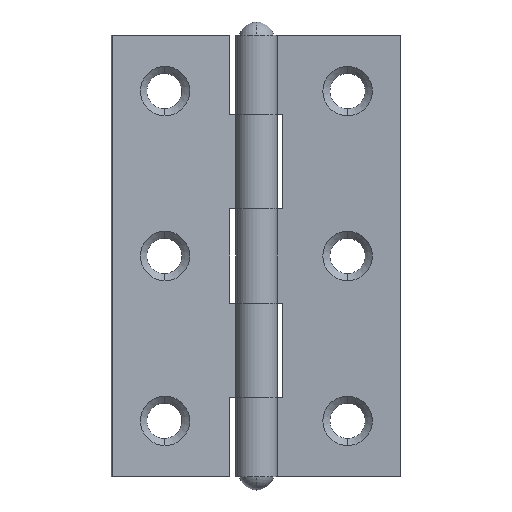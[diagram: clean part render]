
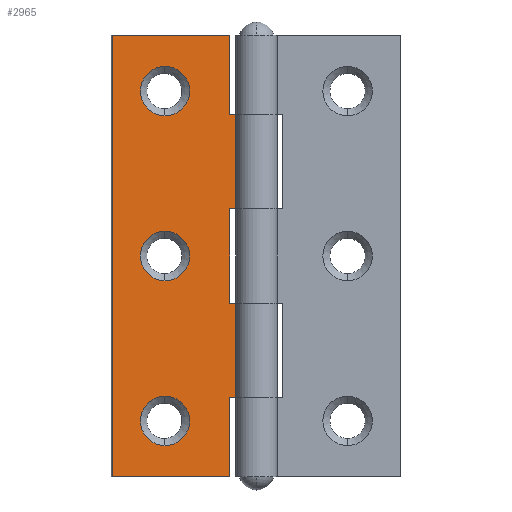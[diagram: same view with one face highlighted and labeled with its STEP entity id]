
A CAD part, front view. The second image highlights one B-rep face of the part: STEP entity #2965.
In plain terms, the highlighted face is planar.
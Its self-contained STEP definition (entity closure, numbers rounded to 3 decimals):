
#27 = AXIS2_PLACEMENT_3D ( 'NONE', #2230, #679, #654 ) ;
#53 = VERTEX_POINT ( 'NONE', #664 ) ;
#64 = VERTEX_POINT ( 'NONE', #3282 ) ;
#93 = CARTESIAN_POINT ( 'NONE',  ( 4.45, 1.65, 37.5 ) ) ;
#105 = ORIENTED_EDGE ( 'NONE', *, *, #1084, .T. ) ;
#159 = VERTEX_POINT ( 'NONE', #1697 ) ;
#174 = DIRECTION ( 'NONE',  ( 0., 1., 0. ) ) ;
#177 = ORIENTED_EDGE ( 'NONE', *, *, #2427, .F. ) ;
#204 = EDGE_CURVE ( 'NONE', #535, #1478, #2313, .T. ) ;
#251 = DIRECTION ( 'NONE',  ( 0., 0., 1. ) ) ;
#256 = EDGE_CURVE ( 'NONE', #53, #908, #1105, .T. ) ;
#282 = FACE_OUTER_BOUND ( 'NONE', #364, .T. ) ;
#325 = EDGE_CURVE ( 'NONE', #2952, #64, #2532, .T. ) ;
#334 = VECTOR ( 'NONE', #2468, 1000. ) ;
#364 = EDGE_LOOP ( 'NONE', ( #177, #105, #757, #1607, #1267, #1808, #2538, #2428, #1194, #1232, #3182, #1662 ) ) ;
#401 = EDGE_CURVE ( 'NONE', #2377, #3161, #1691, .T. ) ;
#419 = ORIENTED_EDGE ( 'NONE', *, *, #2612, .T. ) ;
#425 = VECTOR ( 'NONE', #2801, 1000. ) ;
#457 = LINE ( 'NONE', #2069, #3370 ) ;
#486 = CARTESIAN_POINT ( 'NONE',  ( 15.45, 1.65, -23.8 ) ) ;
#522 = VECTOR ( 'NONE', #2475, 1000. ) ;
#535 = VERTEX_POINT ( 'NONE', #1519 ) ;
#546 = CARTESIAN_POINT ( 'NONE',  ( 24.45, 1.65, 37.5 ) ) ;
#575 = LINE ( 'NONE', #2696, #1698 ) ;
#601 = AXIS2_PLACEMENT_3D ( 'NONE', #1494, #1211, #1716 ) ;
#651 = VERTEX_POINT ( 'NONE', #964 ) ;
#654 = DIRECTION ( 'NONE',  ( 0., 0., 1. ) ) ;
#664 = CARTESIAN_POINT ( 'NONE',  ( 4.45, 1.65, 8. ) ) ;
#679 = DIRECTION ( 'NONE',  ( 0., 1., 0. ) ) ;
#720 = CARTESIAN_POINT ( 'NONE',  ( 1.51, 1.65, 37.5 ) ) ;
#735 = AXIS2_PLACEMENT_3D ( 'NONE', #2805, #174, #3296 ) ;
#757 = ORIENTED_EDGE ( 'NONE', *, *, #3158, .T. ) ;
#808 = CIRCLE ( 'NONE', #1384, 4.2 ) ;
#842 = DIRECTION ( 'NONE',  ( 1., 0., 0. ) ) ;
#864 = CARTESIAN_POINT ( 'NONE',  ( 1.51, 1.65, 37.5 ) ) ;
#871 = VERTEX_POINT ( 'NONE', #2485 ) ;
#880 = VERTEX_POINT ( 'NONE', #1978 ) ;
#884 = CIRCLE ( 'NONE', #735, 4.2 ) ;
#887 = LINE ( 'NONE', #1704, #1246 ) ;
#908 = VERTEX_POINT ( 'NONE', #2205 ) ;
#925 = EDGE_CURVE ( 'NONE', #159, #651, #2906, .T. ) ;
#936 = CARTESIAN_POINT ( 'NONE',  ( 1.51, 1.65, 24. ) ) ;
#964 = CARTESIAN_POINT ( 'NONE',  ( 4.45, 1.65, -37.5 ) ) ;
#966 = LINE ( 'NONE', #936, #1115 ) ;
#968 = CIRCLE ( 'NONE', #1873, 4.2 ) ;
#1009 = LINE ( 'NONE', #3083, #425 ) ;
#1084 = EDGE_CURVE ( 'NONE', #871, #880, #2625, .T. ) ;
#1095 = CARTESIAN_POINT ( 'NONE',  ( 1.51, 1.65, -24. ) ) ;
#1105 = LINE ( 'NONE', #2280, #2457 ) ;
#1115 = VECTOR ( 'NONE', #3056, 1000. ) ;
#1121 = LINE ( 'NONE', #864, #1203 ) ;
#1129 = FACE_BOUND ( 'NONE', #2146, .T. ) ;
#1143 = EDGE_LOOP ( 'NONE', ( #3285, #2088 ) ) ;
#1176 = ORIENTED_EDGE ( 'NONE', *, *, #204, .T. ) ;
#1194 = ORIENTED_EDGE ( 'NONE', *, *, #2621, .T. ) ;
#1203 = VECTOR ( 'NONE', #842, 1000. ) ;
#1211 = DIRECTION ( 'NONE',  ( 0., 1., 0. ) ) ;
#1232 = ORIENTED_EDGE ( 'NONE', *, *, #925, .T. ) ;
#1246 = VECTOR ( 'NONE', #2237, 1000. ) ;
#1267 = ORIENTED_EDGE ( 'NONE', *, *, #1403, .T. ) ;
#1308 = CARTESIAN_POINT ( 'NONE',  ( 1.51, 1.65, 8. ) ) ;
#1328 = CIRCLE ( 'NONE', #601, 4.2 ) ;
#1384 = AXIS2_PLACEMENT_3D ( 'NONE', #3097, #3108, #251 ) ;
#1390 = CARTESIAN_POINT ( 'NONE',  ( 24.45, 1.65, 37.5 ) ) ;
#1403 = EDGE_CURVE ( 'NONE', #2796, #53, #575, .T. ) ;
#1467 = DIRECTION ( 'NONE',  ( 0., 0., -1. ) ) ;
#1478 = VERTEX_POINT ( 'NONE', #486 ) ;
#1482 = DIRECTION ( 'NONE',  ( 0., 1., 0. ) ) ;
#1483 = CARTESIAN_POINT ( 'NONE',  ( 15.45, 1.65, 4.2 ) ) ;
#1494 = CARTESIAN_POINT ( 'NONE',  ( 15.45, 1.65, 28. ) ) ;
#1502 = DIRECTION ( 'NONE',  ( 0., 0., 1. ) ) ;
#1516 = DIRECTION ( 'NONE',  ( -1., 0., 0. ) ) ;
#1519 = CARTESIAN_POINT ( 'NONE',  ( 15.45, 1.65, -32.2 ) ) ;
#1584 = CARTESIAN_POINT ( 'NONE',  ( 1.51, 1.65, 37.5 ) ) ;
#1605 = EDGE_CURVE ( 'NONE', #2889, #2267, #1832, .T. ) ;
#1607 = ORIENTED_EDGE ( 'NONE', *, *, #3277, .T. ) ;
#1658 = ORIENTED_EDGE ( 'NONE', *, *, #3212, .T. ) ;
#1659 = EDGE_CURVE ( 'NONE', #3157, #2065, #808, .T. ) ;
#1662 = ORIENTED_EDGE ( 'NONE', *, *, #401, .F. ) ;
#1663 = CARTESIAN_POINT ( 'NONE',  ( 15.45, 1.65, 32.2 ) ) ;
#1691 = LINE ( 'NONE', #1390, #334 ) ;
#1697 = CARTESIAN_POINT ( 'NONE',  ( 4.45, 1.65, -24. ) ) ;
#1698 = VECTOR ( 'NONE', #2578, 1000. ) ;
#1704 = CARTESIAN_POINT ( 'NONE',  ( 1.51, 1.65, -24. ) ) ;
#1716 = DIRECTION ( 'NONE',  ( 0., 0., 1. ) ) ;
#1753 = FACE_BOUND ( 'NONE', #2844, .T. ) ;
#1808 = ORIENTED_EDGE ( 'NONE', *, *, #256, .T. ) ;
#1832 = LINE ( 'NONE', #1584, #2639 ) ;
#1873 = AXIS2_PLACEMENT_3D ( 'NONE', #2193, #2449, #2716 ) ;
#1891 = VECTOR ( 'NONE', #2184, 1000. ) ;
#1931 = DIRECTION ( 'NONE',  ( 0., 1., 0. ) ) ;
#1965 = PLANE ( 'NONE',  #2845 ) ;
#1978 = CARTESIAN_POINT ( 'NONE',  ( 4.45, 1.65, 24. ) ) ;
#1989 = CARTESIAN_POINT ( 'NONE',  ( 24.45, 1.65, -37.5 ) ) ;
#2055 = DIRECTION ( 'NONE',  ( 0., 0., -1. ) ) ;
#2062 = AXIS2_PLACEMENT_3D ( 'NONE', #2791, #1482, #1502 ) ;
#2065 = VERTEX_POINT ( 'NONE', #3302 ) ;
#2069 = CARTESIAN_POINT ( 'NONE',  ( 1.51, 1.65, -8. ) ) ;
#2071 = VECTOR ( 'NONE', #2055, 1000. ) ;
#2088 = ORIENTED_EDGE ( 'NONE', *, *, #325, .T. ) ;
#2107 = CARTESIAN_POINT ( 'NONE',  ( 1.51, 1.65, 24. ) ) ;
#2146 = EDGE_LOOP ( 'NONE', ( #1658, #2530 ) ) ;
#2184 = DIRECTION ( 'NONE',  ( 0., 0., -1. ) ) ;
#2190 = LINE ( 'NONE', #720, #2071 ) ;
#2193 = CARTESIAN_POINT ( 'NONE',  ( 15.45, 1.65, -28. ) ) ;
#2196 = CARTESIAN_POINT ( 'NONE',  ( 4.45, 1.65, 37.5 ) ) ;
#2205 = CARTESIAN_POINT ( 'NONE',  ( 4.45, 1.65, -8. ) ) ;
#2230 = CARTESIAN_POINT ( 'NONE',  ( 15.45, 1.65, 28. ) ) ;
#2237 = DIRECTION ( 'NONE',  ( 1., 0., 0. ) ) ;
#2244 = EDGE_CURVE ( 'NONE', #651, #3161, #1009, .T. ) ;
#2267 = VERTEX_POINT ( 'NONE', #1095 ) ;
#2280 = CARTESIAN_POINT ( 'NONE',  ( 4.45, 1.65, 37.5 ) ) ;
#2292 = FACE_BOUND ( 'NONE', #1143, .T. ) ;
#2313 = CIRCLE ( 'NONE', #2062, 4.2 ) ;
#2345 = DIRECTION ( 'NONE',  ( 0., 0., -1. ) ) ;
#2377 = VERTEX_POINT ( 'NONE', #546 ) ;
#2427 = EDGE_CURVE ( 'NONE', #871, #2377, #1121, .T. ) ;
#2428 = ORIENTED_EDGE ( 'NONE', *, *, #1605, .T. ) ;
#2449 = DIRECTION ( 'NONE',  ( 0., 1., 0. ) ) ;
#2457 = VECTOR ( 'NONE', #1467, 1000. ) ;
#2468 = DIRECTION ( 'NONE',  ( 0., 0., -1. ) ) ;
#2475 = DIRECTION ( 'NONE',  ( 0., 0., -1. ) ) ;
#2485 = CARTESIAN_POINT ( 'NONE',  ( 4.45, 1.65, 37.5 ) ) ;
#2530 = ORIENTED_EDGE ( 'NONE', *, *, #1659, .T. ) ;
#2532 = CIRCLE ( 'NONE', #27, 4.2 ) ;
#2538 = ORIENTED_EDGE ( 'NONE', *, *, #3317, .T. ) ;
#2578 = DIRECTION ( 'NONE',  ( 1., 0., 0. ) ) ;
#2612 = EDGE_CURVE ( 'NONE', #1478, #535, #968, .T. ) ;
#2621 = EDGE_CURVE ( 'NONE', #2267, #159, #887, .T. ) ;
#2625 = LINE ( 'NONE', #93, #1891 ) ;
#2639 = VECTOR ( 'NONE', #2345, 1000. ) ;
#2692 = CARTESIAN_POINT ( 'NONE',  ( 1.51, 1.65, 37.5 ) ) ;
#2696 = CARTESIAN_POINT ( 'NONE',  ( 1.51, 1.65, 8. ) ) ;
#2716 = DIRECTION ( 'NONE',  ( 0., 0., 1. ) ) ;
#2791 = CARTESIAN_POINT ( 'NONE',  ( 15.45, 1.65, -28. ) ) ;
#2796 = VERTEX_POINT ( 'NONE', #1308 ) ;
#2801 = DIRECTION ( 'NONE',  ( 1., 0., 0. ) ) ;
#2805 = CARTESIAN_POINT ( 'NONE',  ( 15.45, 1.65, 0. ) ) ;
#2844 = EDGE_LOOP ( 'NONE', ( #1176, #419 ) ) ;
#2845 = AXIS2_PLACEMENT_3D ( 'NONE', #2692, #1931, #3013 ) ;
#2889 = VERTEX_POINT ( 'NONE', #3116 ) ;
#2906 = LINE ( 'NONE', #2196, #522 ) ;
#2908 = VERTEX_POINT ( 'NONE', #2107 ) ;
#2952 = VERTEX_POINT ( 'NONE', #1663 ) ;
#2965 = ADVANCED_FACE ( 'NONE', ( #1753, #1129, #2292, #282 ), #1965, .F. ) ;
#3013 = DIRECTION ( 'NONE',  ( 0., 0., 1. ) ) ;
#3056 = DIRECTION ( 'NONE',  ( -1., 0., 0. ) ) ;
#3083 = CARTESIAN_POINT ( 'NONE',  ( 1.51, 1.65, -37.5 ) ) ;
#3097 = CARTESIAN_POINT ( 'NONE',  ( 15.45, 1.65, 0. ) ) ;
#3108 = DIRECTION ( 'NONE',  ( 0., 1., 0. ) ) ;
#3116 = CARTESIAN_POINT ( 'NONE',  ( 1.51, 1.65, -8. ) ) ;
#3131 = EDGE_CURVE ( 'NONE', #64, #2952, #1328, .T. ) ;
#3157 = VERTEX_POINT ( 'NONE', #1483 ) ;
#3158 = EDGE_CURVE ( 'NONE', #880, #2908, #966, .T. ) ;
#3161 = VERTEX_POINT ( 'NONE', #1989 ) ;
#3182 = ORIENTED_EDGE ( 'NONE', *, *, #2244, .T. ) ;
#3212 = EDGE_CURVE ( 'NONE', #2065, #3157, #884, .T. ) ;
#3277 = EDGE_CURVE ( 'NONE', #2908, #2796, #2190, .T. ) ;
#3282 = CARTESIAN_POINT ( 'NONE',  ( 15.45, 1.65, 23.8 ) ) ;
#3285 = ORIENTED_EDGE ( 'NONE', *, *, #3131, .T. ) ;
#3296 = DIRECTION ( 'NONE',  ( 0., 0., 1. ) ) ;
#3302 = CARTESIAN_POINT ( 'NONE',  ( 15.45, 1.65, -4.2 ) ) ;
#3317 = EDGE_CURVE ( 'NONE', #908, #2889, #457, .T. ) ;
#3370 = VECTOR ( 'NONE', #1516, 1000. ) ;
